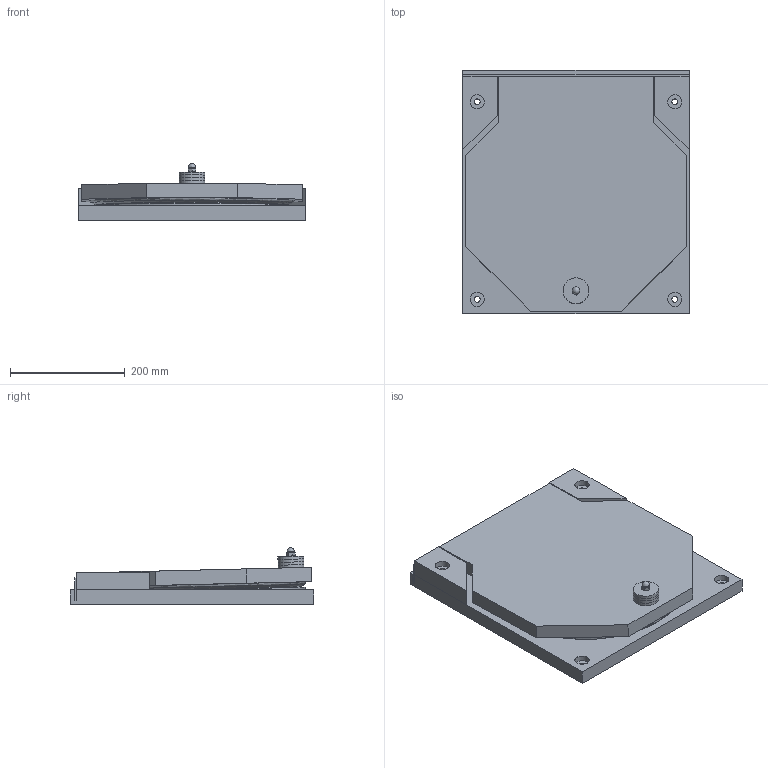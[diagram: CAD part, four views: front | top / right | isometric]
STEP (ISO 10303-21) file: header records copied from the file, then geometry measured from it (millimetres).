
FILE_DESCRIPTION(/* description */ ('Achterplaat'),/* implementation_level */ '2;1');
FILE_NAME(/* name */ '101Y0300.A.stp',/* time_stamp */ '2018-01-29T08:26:18+01:00',/* author */ ('BIDJOSLO'),/* organization */ ('KWT Waterbeheersing'),/* preprocessor_version */ 'ST-DEVELOPER v16.1',/* originating_system */ 'Autodesk Inventor 2016',/* authorisation */ '');
FILE_SCHEMA (('AUTOMOTIVE_DESIGN { 1 0 10303 214 3 1 1 }'));
Products named in the file (13): 101Y0300.10; 101Y0300.32; 101Y0300.11; 101Y0300.12; 101Y0300.13; 101Y0300.20; 101Y0300.31; 1140.SPLS.05x25VK; 1140.1587.08; 1140.7991.08x050; 1140.SPLS.05x40VK; 2340.8.5X45X5; 101Y0300.A
Assembly tree (21 placements, depth 2):
  101Y0300.A
    101Y0300.10
    101Y0300.32
    101Y0300.11
    101Y0300.12
    101Y0300.13
    101Y0300.20
    101Y0300.31
    1140.SPLS.05x25VK  x4
    1140.1587.08
    1140.7991.08x050
    1140.SPLS.05x40VK  x4
    2340.8.5X45X5  x4
Bounding box: 395 x 425 x 98.58 mm (x, y, z)
Volume: 5852342.4 mm3; surface area: 821975.6 mm2
Topology: 21 solids, 21 shells, 376 faces, 955 edges, 616 vertices
Faces by surface type: plane 156, cone 109, cylinder 52, torus 32, bspline 26, sphere 1
Full cylindrical faces by diameter (mm): 3 x4, 5.5 x8, 6.647 x1, 7 x4, 8 x1, 8.5 x4, 10 x8, 10.3 x8, 10.5 x2, 12.5 x1, 15.24 x1, 25 x4, 45 x4
Entity records: 37419 total; most frequent: CARTESIAN_POINT 32692, DIRECTION 876, ORIENTED_EDGE 858, EDGE_CURVE 429, AXIS2_PLACEMENT_3D 339, EDGE_LOOP 304, VERTEX_POINT 301, ADVANCED_FACE 208
